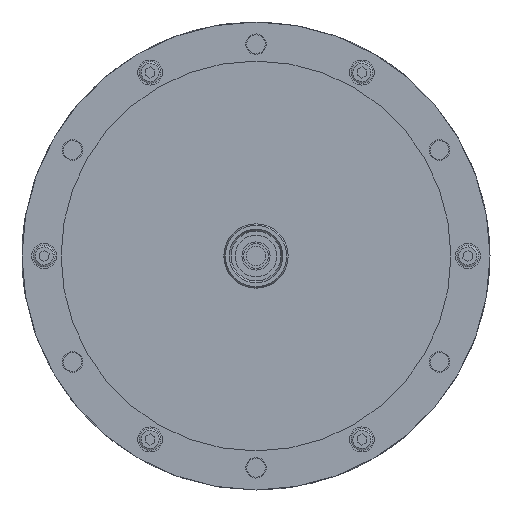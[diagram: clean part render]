
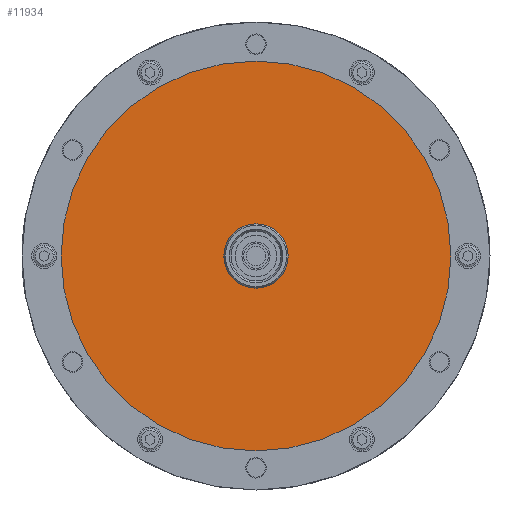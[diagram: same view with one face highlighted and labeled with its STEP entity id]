
A CAD part, left-side view. The second image highlights one B-rep face of the part: STEP entity #11934.
In plain terms, the highlighted planar face has unit normal (-1, 0, 0).
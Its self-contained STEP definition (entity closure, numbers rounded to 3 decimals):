
#537=CIRCLE('',#12949,62.485);
#538=CIRCLE('',#12950,10.3);
#2622=ORIENTED_EDGE('',*,*,#4869,.F.);
#2623=ORIENTED_EDGE('',*,*,#4870,.T.);
#4869=EDGE_CURVE('',#6118,#6118,#537,.T.);
#4870=EDGE_CURVE('',#6119,#6119,#538,.T.);
#6118=VERTEX_POINT('',#19432);
#6119=VERTEX_POINT('',#19434);
#8969=EDGE_LOOP('',(#2622));
#8970=EDGE_LOOP('',(#2623));
#10216=FACE_BOUND('',#8969,.T.);
#10217=FACE_BOUND('',#8970,.T.);
#11390=PLANE('',#12948);
#11934=ADVANCED_FACE('',(#10216,#10217),#11390,.T.);
#12948=AXIS2_PLACEMENT_3D('',#19430,#15558,#15559);
#12949=AXIS2_PLACEMENT_3D('',#19431,#15560,#15561);
#12950=AXIS2_PLACEMENT_3D('',#19433,#15562,#15563);
#15558=DIRECTION('',(-1.,0.,0.));
#15559=DIRECTION('',(0.,0.,1.));
#15560=DIRECTION('',(1.,0.,0.));
#15561=DIRECTION('',(0.,0.,-1.));
#15562=DIRECTION('',(1.,0.,0.));
#15563=DIRECTION('',(0.,0.,-1.));
#19430=CARTESIAN_POINT('',(-58.,62.485,0.));
#19431=CARTESIAN_POINT('',(-58.,0.,0.));
#19432=CARTESIAN_POINT('',(-58.,0.,-62.485));
#19433=CARTESIAN_POINT('',(-58.,0.,0.));
#19434=CARTESIAN_POINT('',(-58.,0.,-10.3));
